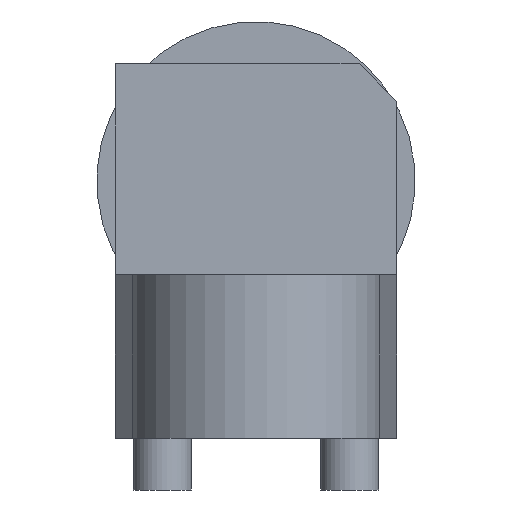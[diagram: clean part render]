
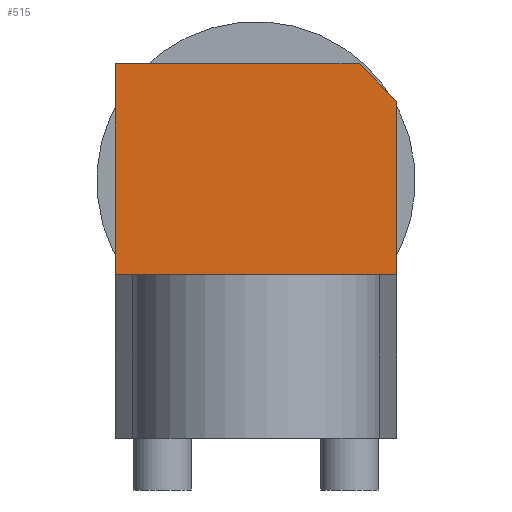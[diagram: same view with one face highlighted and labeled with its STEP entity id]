
A CAD part, left-side view. The second image highlights one B-rep face of the part: STEP entity #515.
In plain terms, the highlighted planar face has unit normal (-1, 0, 0).
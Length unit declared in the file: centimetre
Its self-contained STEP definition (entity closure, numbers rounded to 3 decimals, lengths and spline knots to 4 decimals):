
#89=VECTOR('',#788,1.);
#93=VECTOR('',#793,1.);
#96=VECTOR('',#797,1.);
#97=VECTOR('',#798,1.);
#98=VECTOR('',#799,1.);
#112=LINE('',#655,#89);
#116=LINE('',#664,#93);
#119=LINE('',#669,#96);
#120=LINE('',#671,#97);
#121=LINE('',#673,#98);
#138=PLANE('',#565);
#179=VERTEX_POINT('',#656);
#180=VERTEX_POINT('',#657);
#183=VERTEX_POINT('',#665);
#184=VERTEX_POINT('',#670);
#185=VERTEX_POINT('',#672);
#247=EDGE_CURVE('',#179,#180,#112,.T.);
#251=EDGE_CURVE('',#183,#180,#116,.T.);
#254=EDGE_CURVE('',#179,#184,#119,.T.);
#255=EDGE_CURVE('',#185,#184,#120,.T.);
#256=EDGE_CURVE('',#183,#185,#121,.T.);
#318=ORIENTED_EDGE('',*,*,#247,.F.);
#319=ORIENTED_EDGE('',*,*,#254,.T.);
#320=ORIENTED_EDGE('',*,*,#255,.F.);
#321=ORIENTED_EDGE('',*,*,#256,.F.);
#322=ORIENTED_EDGE('',*,*,#251,.T.);
#406=EDGE_LOOP('',(#318,#319,#320,#321,#322));
#467=FACE_BOUND('',#406,.T.);
#515=ADVANCED_FACE('',(#467),#138,.T.);
#565=AXIS2_PLACEMENT_3D('',#668,#796,$);
#655=CARTESIAN_POINT('',(0.3048,-0.3778,0.9176));
#656=CARTESIAN_POINT('',(0.3048,-0.2794,1.016));
#657=CARTESIAN_POINT('',(0.3048,-0.381,0.9144));
#664=CARTESIAN_POINT('',(0.3048,-0.381,0.4445));
#665=CARTESIAN_POINT('',(0.3048,-0.381,0.4445));
#668=CARTESIAN_POINT('',(0.3048,0.,0.4445));
#669=CARTESIAN_POINT('',(0.3048,-0.381,1.016));
#670=CARTESIAN_POINT('',(0.3048,0.381,1.016));
#671=CARTESIAN_POINT('',(0.3048,0.381,0.4445));
#672=CARTESIAN_POINT('',(0.3048,0.381,0.4445));
#673=CARTESIAN_POINT('',(0.3048,0.,0.4445));
#788=DIRECTION('',(0.,-0.707,-0.707));
#793=DIRECTION('',(0.,0.,1.));
#796=DIRECTION('',(-1.,0.,0.));
#797=DIRECTION('',(0.,1.,0.));
#798=DIRECTION('',(0.,0.,1.));
#799=DIRECTION('',(0.,1.,0.));
